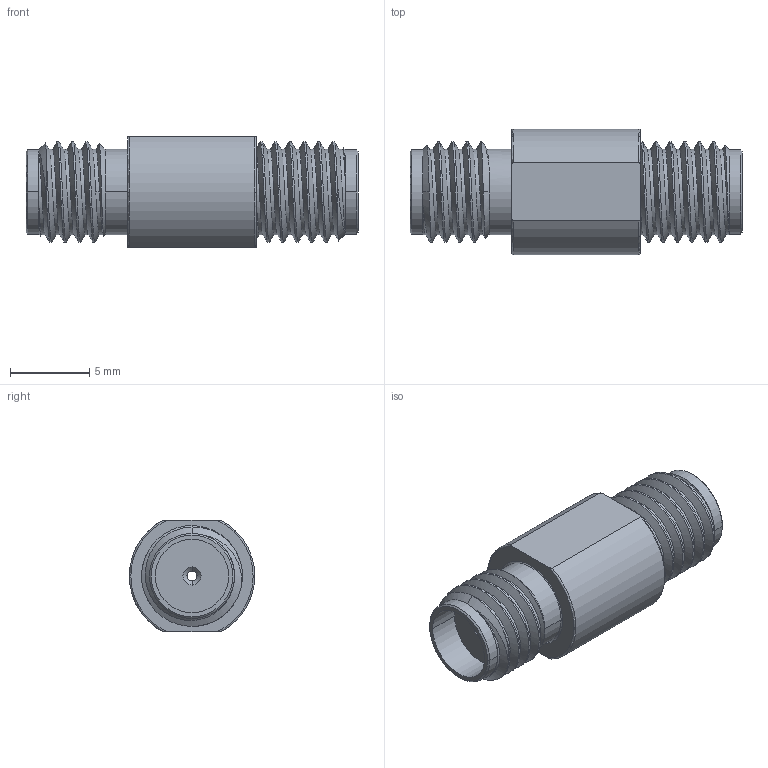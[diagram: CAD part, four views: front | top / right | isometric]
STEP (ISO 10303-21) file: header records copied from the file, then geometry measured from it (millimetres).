
FILE_DESCRIPTION (( 'STEP AP214' ), '1' );
FILE_NAME ('FMAD1637_3D.step', '2023-03-14T21:02:14', ( '' ), ( '' ), 'SwSTEP 2.0', 'SolidWorks 2022', '' );
FILE_SCHEMA (( 'AUTOMOTIVE_DESIGN' ));
Length unit declared in the file: millimetre
Products named in the file (4): FMAD1637_3D; 3.5 JACK^FMAD1637; ADS-185-3-185-8-10^FMAD1637; 2.92 JACK mod^FMAD1637
Assembly tree (3 placements, depth 2):
  FMAD1637_3D
    2.92 JACK mod^FMAD1637
    ADS-185-3-185-8-10^FMAD1637
    3.5 JACK^FMAD1637
Bounding box: 20.9 x 7.9 x 7 mm (x, y, z)
Volume: 638.9 mm3; surface area: 1076.5 mm2
Topology: 3 solids, 3 shells, 101 faces, 264 edges, 171 vertices
Faces by surface type: cylinder 50, cone 27, plane 12, bspline 6, torus 6
Entity records: 7280 total; most frequent: CARTESIAN_POINT 4803, ORIENTED_EDGE 528, DIRECTION 463, EDGE_CURVE 264, AXIS2_PLACEMENT_3D 192, VERTEX_POINT 171, EDGE_LOOP 109, ADVANCED_FACE 101
